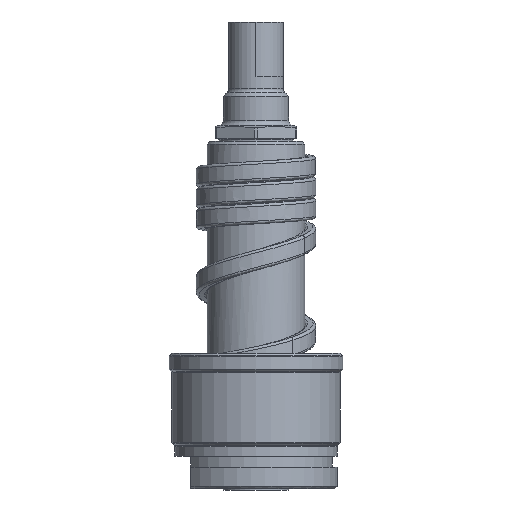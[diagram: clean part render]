
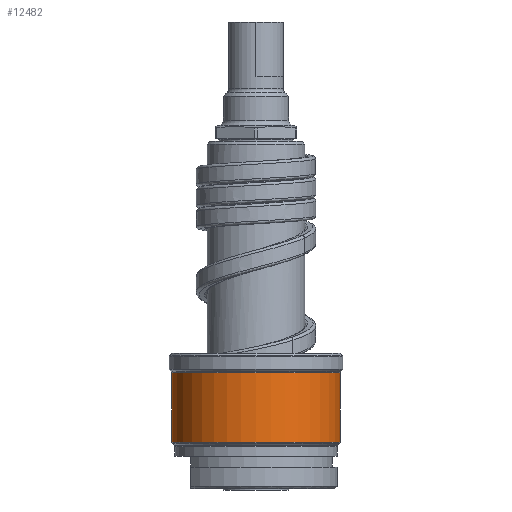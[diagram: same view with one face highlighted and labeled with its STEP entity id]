
A CAD part, front view. The second image highlights one B-rep face of the part: STEP entity #12482.
In plain terms, the highlighted cylindrical face has radius 15.5 mm (diameter 31 mm), a partial arc.
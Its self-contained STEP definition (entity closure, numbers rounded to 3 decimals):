
#4027=CARTESIAN_POINT('',(0.,0.,8.583));
#4028=DIRECTION('',(0.,0.,1.));
#4029=DIRECTION('',(-1.,0.,0.));
#4030=AXIS2_PLACEMENT_3D('',#4027,#4028,#4029);
#4032=DIRECTION('',(0.,0.,-1.));
#4033=VECTOR('',#4032,12.835);
#4034=CARTESIAN_POINT('',(-15.5,0.,21.417));
#4035=LINE('',#4034,#4033);
#4036=CARTESIAN_POINT('',(0.,0.,21.417));
#4037=DIRECTION('',(0.,0.,1.));
#4038=DIRECTION('',(-1.,0.,0.));
#4039=AXIS2_PLACEMENT_3D('',#4036,#4037,#4038);
#4041=DIRECTION('',(0.,0.,-1.));
#4042=VECTOR('',#4041,12.835);
#4043=CARTESIAN_POINT('',(15.5,0.,21.417));
#4044=LINE('',#4043,#4042);
#5549=CARTESIAN_POINT('',(15.5,0.,21.417));
#5550=CARTESIAN_POINT('',(-15.5,0.,21.417));
#5551=VERTEX_POINT('',#5549);
#5552=VERTEX_POINT('',#5550);
#5575=CARTESIAN_POINT('',(15.5,0.,8.583));
#5576=VERTEX_POINT('',#5575);
#5577=CARTESIAN_POINT('',(-15.5,0.,8.583));
#5578=VERTEX_POINT('',#5577);
#12470=CARTESIAN_POINT('',(0.,0.,7.15));
#12471=DIRECTION('',(0.,0.,1.));
#12472=DIRECTION('',(-1.,0.,0.));
#12473=AXIS2_PLACEMENT_3D('',#12470,#12471,#12472);
#12474=CYLINDRICAL_SURFACE('',#12473,15.5);
#12475=ORIENTED_EDGE('',*,*,#12442,.F.);
#12476=ORIENTED_EDGE('',*,*,#12460,.F.);
#12478=ORIENTED_EDGE('',*,*,#12477,.T.);
#12479=ORIENTED_EDGE('',*,*,#12456,.T.);
#12480=EDGE_LOOP('',(#12475,#12476,#12478,#12479));
#12481=FACE_OUTER_BOUND('',#12480,.F.);
#4031=CIRCLE('',#4030,15.5);
#4040=CIRCLE('',#4039,15.5);
#12442=EDGE_CURVE('',#5578,#5576,#4031,.T.);
#12456=EDGE_CURVE('',#5551,#5576,#4044,.T.);
#12460=EDGE_CURVE('',#5552,#5578,#4035,.T.);
#12477=EDGE_CURVE('',#5552,#5551,#4040,.T.);
#12482=ADVANCED_FACE('',(#12481),#12474,.T.);
